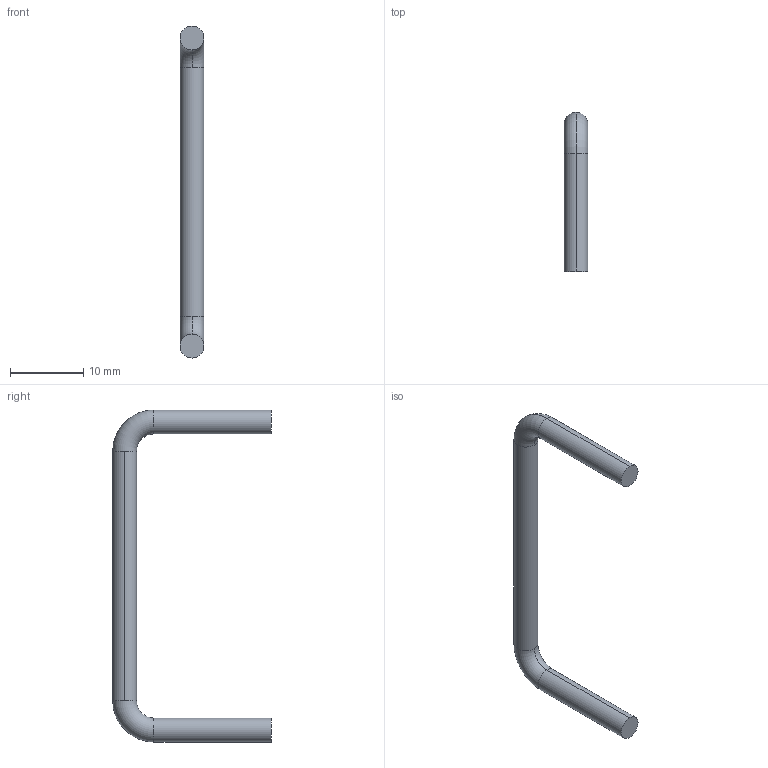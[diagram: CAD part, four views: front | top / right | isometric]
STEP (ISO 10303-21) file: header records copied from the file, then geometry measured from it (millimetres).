
FILE_DESCRIPTION (( 'STEP AP203' ), '1' );
FILE_NAME ('Part for Graham 42mm.STEP', '2022-08-11T22:14:14', ( '' ), ( '' ), 'SwSTEP 2.0', 'SolidWorks 2022', '' );
FILE_SCHEMA (( 'CONFIG_CONTROL_DESIGN' ));
Length unit declared in the file: millimetre
Products named in the file (1): Part for Graham 42mm
Bounding box: 3.26 x 21.63 x 45.26 mm (x, y, z)
Volume: 655.8 mm3; surface area: 821.3 mm2
Topology: 1 solids, 1 shells, 12 faces, 26 edges, 16 vertices
Faces by surface type: cylinder 6, torus 4, plane 2
Entity records: 415 total; most frequent: DIRECTION 72, CARTESIAN_POINT 55, ORIENTED_EDGE 52, AXIS2_PLACEMENT_3D 33, EDGE_CURVE 26, CIRCLE 20, VERTEX_POINT 16, EDGE_LOOP 12
